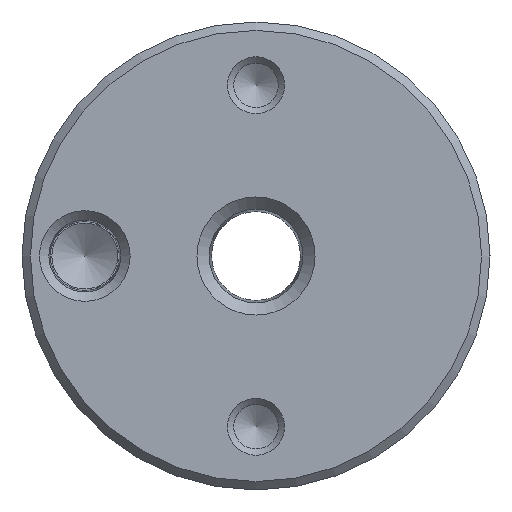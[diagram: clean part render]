
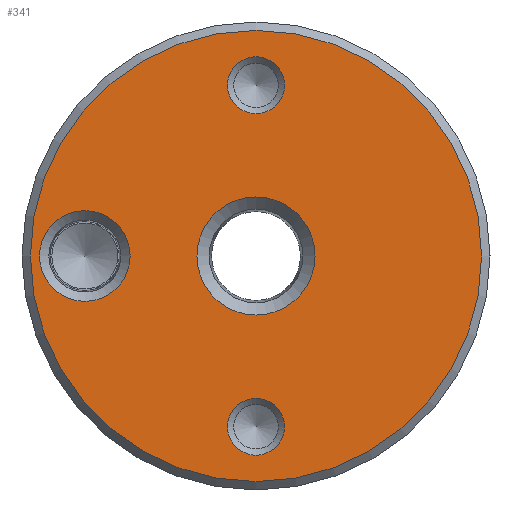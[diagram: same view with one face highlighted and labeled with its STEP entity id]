
A CAD part, left-side view. The second image highlights one B-rep face of the part: STEP entity #341.
In plain terms, the highlighted planar face has unit normal (-1, 0, 0).
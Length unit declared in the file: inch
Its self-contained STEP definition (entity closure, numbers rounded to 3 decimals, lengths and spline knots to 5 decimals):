
#17=PLANE($,#395);
#48=FACE_BOUND($,#126,.T.);
#49=FACE_BOUND($,#127,.T.);
#50=FACE_BOUND($,#128,.T.);
#51=FACE_BOUND($,#129,.T.);
#52=FACE_BOUND($,#130,.T.);
#126=EDGE_LOOP($,(#281));
#127=EDGE_LOOP($,(#282));
#128=EDGE_LOOP($,(#283));
#129=EDGE_LOOP($,(#284));
#130=EDGE_LOOP($,(#285));
#156=CIRCLE($,#360,0.215);
#160=CIRCLE($,#368,0.28);
#166=CIRCLE($,#379,0.135);
#169=CIRCLE($,#385,0.135);
#175=CIRCLE($,#396,1.07);
#187=VERTEX_POINT($,#550);
#191=VERTEX_POINT($,#562);
#197=VERTEX_POINT($,#579);
#200=VERTEX_POINT($,#588);
#206=VERTEX_POINT($,#605);
#218=EDGE_CURVE($,#187,#187,#156,.T.);
#222=EDGE_CURVE($,#191,#191,#160,.T.);
#228=EDGE_CURVE($,#197,#197,#166,.T.);
#231=EDGE_CURVE($,#200,#200,#169,.T.);
#237=EDGE_CURVE($,#206,#206,#175,.T.);
#281=ORIENTED_EDGE($,*,*,#218,.T.);
#282=ORIENTED_EDGE($,*,*,#222,.T.);
#283=ORIENTED_EDGE($,*,*,#228,.T.);
#284=ORIENTED_EDGE($,*,*,#231,.T.);
#285=ORIENTED_EDGE($,*,*,#237,.F.);
#341=ADVANCED_FACE($,(#48,#49,#50,#51,#52),#17,.T.);
#360=AXIS2_PLACEMENT_3D($,#551,#427,#428);
#368=AXIS2_PLACEMENT_3D($,#563,#443,#444);
#379=AXIS2_PLACEMENT_3D($,#580,#465,#466);
#385=AXIS2_PLACEMENT_3D($,#589,#477,#478);
#395=AXIS2_PLACEMENT_3D($,#604,#497,#498);
#396=AXIS2_PLACEMENT_3D($,#606,#499,#500);
#427=DIRECTION('center_axis',(1.,0.,0.));
#428=DIRECTION('ref_axis',(0.,0.,1.));
#443=DIRECTION('center_axis',(1.,0.,0.));
#444=DIRECTION('ref_axis',(0.,-1.,0.));
#465=DIRECTION('center_axis',(1.,0.,0.));
#466=DIRECTION('ref_axis',(0.,0.,1.));
#477=DIRECTION('center_axis',(1.,0.,0.));
#478=DIRECTION('ref_axis',(0.,0.,1.));
#497=DIRECTION('center_axis',(-1.,0.,0.));
#498=DIRECTION('ref_axis',(0.,0.,1.));
#499=DIRECTION('center_axis',(1.,0.,0.));
#500=DIRECTION('ref_axis',(0.,1.,0.));
#550=CARTESIAN_POINT('',(0.,0.812,0.215));
#551=CARTESIAN_POINT('Origin',(0.,0.812,0.));
#562=CARTESIAN_POINT('',(0.,-0.28,0.));
#563=CARTESIAN_POINT('Origin',(0.,0.,0.));
#579=CARTESIAN_POINT('',(0.,0.,
-0.675));
#580=CARTESIAN_POINT('Origin',(0.,0.,
-0.81));
#588=CARTESIAN_POINT('',(0.,0.,0.945));
#589=CARTESIAN_POINT('Origin',(0.,0.,0.81));
#604=CARTESIAN_POINT('Origin',(0.,0.535,0.));
#605=CARTESIAN_POINT('',(0.,1.07,0.));
#606=CARTESIAN_POINT('Origin',(0.,0.,0.));
